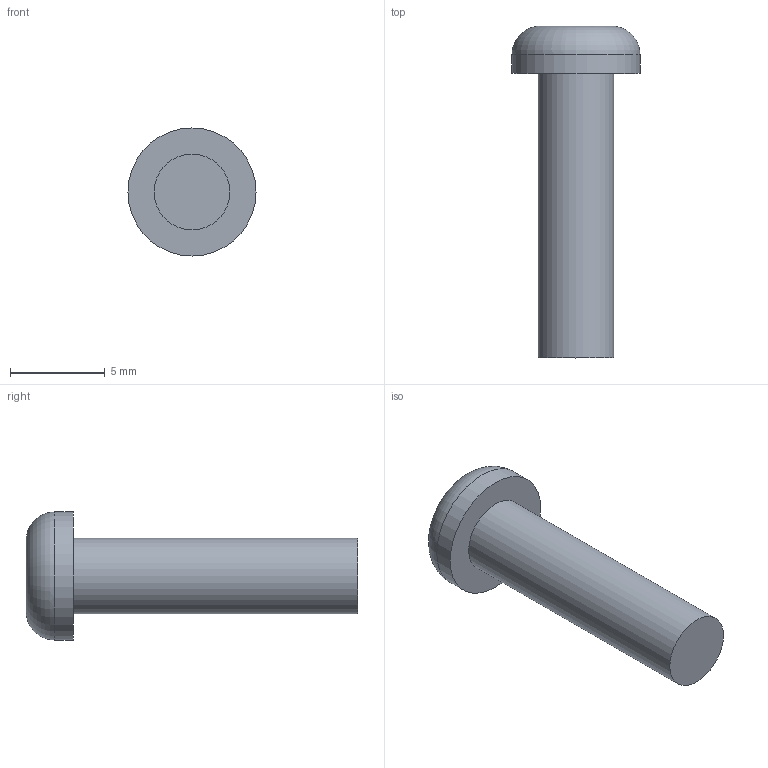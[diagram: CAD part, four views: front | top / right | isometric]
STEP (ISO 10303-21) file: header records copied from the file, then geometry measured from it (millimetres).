
FILE_DESCRIPTION(/* description */ (''),/* implementation_level */ '2;1');
FILE_NAME(/* name */ 'Tornillo.stp',/* time_stamp */ '2025-01-31T12:54:15-05:00',/* author */ ('sara_'),/* organization */ (''),/* preprocessor_version */ 'ST-DEVELOPER v19.2',/* originating_system */ 'Autodesk Inventor 2024',/* authorisation */ '');
FILE_SCHEMA (('AUTOMOTIVE_DESIGN { 1 0 10303 214 3 1 1 }'));
Length unit declared in the file: millimetre
Products named in the file (1): Tornillo
Bounding box: 6.75 x 17.5 x 6.75 mm (x, y, z)
Volume: 266.3 mm3; surface area: 306.5 mm2
Topology: 1 solids, 1 shells, 54 faces, 133 edges, 82 vertices
Faces by surface type: cylinder 22, plane 19, torus 5, sphere 4, bspline 4
Full cylindrical faces by diameter (mm): 4 x1, 6.75 x1
Entity records: 2223 total; most frequent: CARTESIAN_POINT 945, ORIENTED_EDGE 266, DIRECTION 248, EDGE_CURVE 133, AXIS2_PLACEMENT_3D 97, VERTEX_POINT 82, EDGE_LOOP 55, FACE_OUTER_BOUND 54
